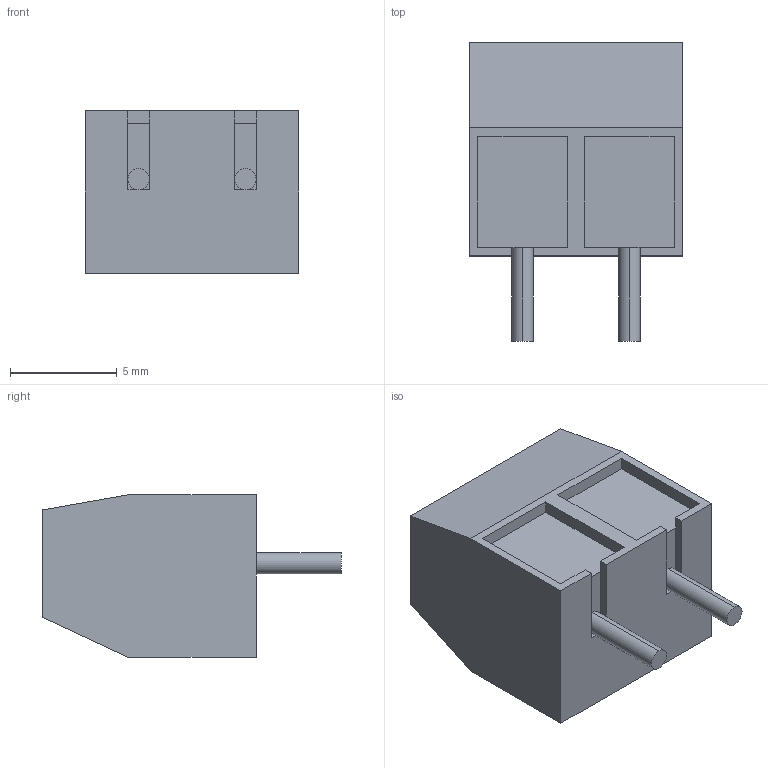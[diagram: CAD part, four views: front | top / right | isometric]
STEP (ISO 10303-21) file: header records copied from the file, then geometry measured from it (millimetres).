
FILE_DESCRIPTION (( 'STEP AP214' ), '1' );
FILE_NAME ('kf301.STEP', '2023-01-31T20:28:28', ( '' ), ( '' ), 'SwSTEP 2.0', 'SolidWorks 2022', '' );
FILE_SCHEMA (( 'AUTOMOTIVE_DESIGN' ));
Length unit declared in the file: millimetre
Products named in the file (1): kf301
Bounding box: 10 x 14 x 7.6 mm (x, y, z)
Volume: 657.3 mm3; surface area: 563.4 mm2
Topology: 3 solids, 3 shells, 50 faces, 122 edges, 80 vertices
Faces by surface type: plane 42, cylinder 8
Entity records: 2016 total; most frequent: CARTESIAN_POINT 253, DIRECTION 248, ORIENTED_EDGE 244, EDGE_CURVE 122, LINE 98, VECTOR 98, VERTEX_POINT 80, AXIS2_PLACEMENT_3D 75
